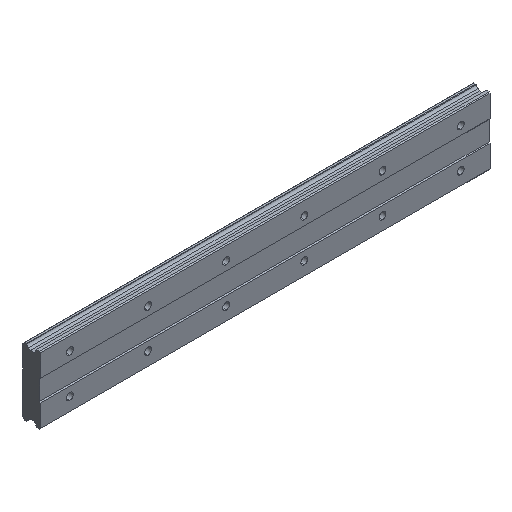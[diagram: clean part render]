
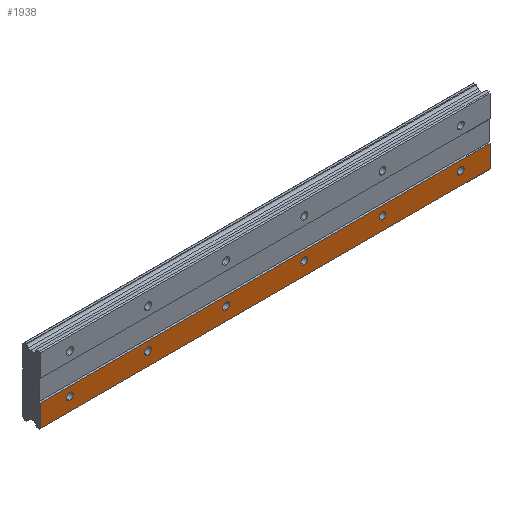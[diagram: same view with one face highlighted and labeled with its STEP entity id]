
A CAD part, isometric view. The second image highlights one B-rep face of the part: STEP entity #1938.
In plain terms, the highlighted planar face has unit normal (0, -1, 0).
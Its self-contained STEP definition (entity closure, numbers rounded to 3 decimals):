
#8 = DIRECTION ( 'NONE',  ( 0., -1., 0. ) ) ;
#20 = CIRCLE ( 'NONE', #829, 3.5 ) ;
#30 = ORIENTED_EDGE ( 'NONE', *, *, #1784, .F. ) ;
#67 = EDGE_LOOP ( 'NONE', ( #1278, #1208 ) ) ;
#76 = CIRCLE ( 'NONE', #2037, 3.5 ) ;
#92 = FACE_BOUND ( 'NONE', #334, .T. ) ;
#93 = EDGE_CURVE ( 'NONE', #627, #2238, #2693, .T. ) ;
#123 = DIRECTION ( 'NONE',  ( 0., 0., 1. ) ) ;
#140 = EDGE_CURVE ( 'NONE', #986, #1941, #490, .T. ) ;
#163 = VERTEX_POINT ( 'NONE', #481 ) ;
#164 = CARTESIAN_POINT ( 'NONE',  ( 320., 0., -23.5 ) ) ;
#217 = EDGE_CURVE ( 'NONE', #625, #2648, #2454, .T. ) ;
#225 = CIRCLE ( 'NONE', #1162, 3.5 ) ;
#270 = DIRECTION ( 'NONE',  ( 0., -1., 0. ) ) ;
#283 = ORIENTED_EDGE ( 'NONE', *, *, #2621, .F. ) ;
#302 = VECTOR ( 'NONE', #965, 1000. ) ;
#316 = CARTESIAN_POINT ( 'NONE',  ( 430., 0., -11. ) ) ;
#323 = DIRECTION ( 'NONE',  ( 0., 0., 1. ) ) ;
#334 = EDGE_LOOP ( 'NONE', ( #30, #479 ) ) ;
#337 = PLANE ( 'NONE',  #1263 ) ;
#355 = CARTESIAN_POINT ( 'NONE',  ( 320., 0., -20. ) ) ;
#371 = CIRCLE ( 'NONE', #2705, 3.5 ) ;
#375 = ORIENTED_EDGE ( 'NONE', *, *, #2373, .F. ) ;
#379 = VERTEX_POINT ( 'NONE', #607 ) ;
#405 = DIRECTION ( 'NONE',  ( 0., -1., 0. ) ) ;
#418 = ORIENTED_EDGE ( 'NONE', *, *, #529, .F. ) ;
#424 = EDGE_CURVE ( 'NONE', #2331, #2659, #877, .T. ) ;
#456 = DIRECTION ( 'NONE',  ( 0., -1., 0. ) ) ;
#479 = ORIENTED_EDGE ( 'NONE', *, *, #2610, .F. ) ;
#481 = CARTESIAN_POINT ( 'NONE',  ( 400., 0., -23.5 ) ) ;
#490 = LINE ( 'NONE', #1418, #544 ) ;
#502 = CARTESIAN_POINT ( 'NONE',  ( 430., 0., -33.5 ) ) ;
#529 = EDGE_CURVE ( 'NONE', #2467, #2931, #20, .T. ) ;
#536 = LINE ( 'NONE', #2617, #2045 ) ;
#544 = VECTOR ( 'NONE', #1147, 1000. ) ;
#547 = DIRECTION ( 'NONE',  ( 0., 0., 1. ) ) ;
#570 = ORIENTED_EDGE ( 'NONE', *, *, #93, .F. ) ;
#574 = FACE_BOUND ( 'NONE', #67, .T. ) ;
#602 = DIRECTION ( 'NONE',  ( 0., -1., 0. ) ) ;
#604 = CIRCLE ( 'NONE', #1599, 3.5 ) ;
#607 = CARTESIAN_POINT ( 'NONE',  ( 0., 0., -23.5 ) ) ;
#625 = VERTEX_POINT ( 'NONE', #1426 ) ;
#627 = VERTEX_POINT ( 'NONE', #2177 ) ;
#641 = AXIS2_PLACEMENT_3D ( 'NONE', #2510, #941, #966 ) ;
#648 = ORIENTED_EDGE ( 'NONE', *, *, #424, .F. ) ;
#694 = DIRECTION ( 'NONE',  ( 0., -1., 0. ) ) ;
#702 = CARTESIAN_POINT ( 'NONE',  ( 80., 0., -16.5 ) ) ;
#766 = DIRECTION ( 'NONE',  ( 0., 1., 0. ) ) ;
#782 = CARTESIAN_POINT ( 'NONE',  ( 160., 0., -20. ) ) ;
#788 = CARTESIAN_POINT ( 'NONE',  ( 80., 0., -20. ) ) ;
#829 = AXIS2_PLACEMENT_3D ( 'NONE', #1816, #8, #2505 ) ;
#852 = EDGE_LOOP ( 'NONE', ( #2821, #2212 ) ) ;
#869 = DIRECTION ( 'NONE',  ( 0., 0., 1. ) ) ;
#877 = LINE ( 'NONE', #2668, #2834 ) ;
#889 = CARTESIAN_POINT ( 'NONE',  ( 400., 0., -20. ) ) ;
#908 = CARTESIAN_POINT ( 'NONE',  ( 160., 0., -16.5 ) ) ;
#909 = DIRECTION ( 'NONE',  ( 0., -1., 0. ) ) ;
#911 = CARTESIAN_POINT ( 'NONE',  ( 240., 0., -20. ) ) ;
#921 = CARTESIAN_POINT ( 'NONE',  ( 430., 0., -11. ) ) ;
#927 = AXIS2_PLACEMENT_3D ( 'NONE', #788, #2583, #547 ) ;
#941 = DIRECTION ( 'NONE',  ( 0., -1., 0. ) ) ;
#965 = DIRECTION ( 'NONE',  ( 1., 0., 0. ) ) ;
#966 = DIRECTION ( 'NONE',  ( 0., 0., 1. ) ) ;
#986 = VERTEX_POINT ( 'NONE', #1713 ) ;
#1094 = CARTESIAN_POINT ( 'NONE',  ( 160., 0., -23.5 ) ) ;
#1118 = CIRCLE ( 'NONE', #1597, 3.5 ) ;
#1128 = VERTEX_POINT ( 'NONE', #164 ) ;
#1144 = VERTEX_POINT ( 'NONE', #1835 ) ;
#1145 = AXIS2_PLACEMENT_3D ( 'NONE', #1365, #909, #2292 ) ;
#1147 = DIRECTION ( 'NONE',  ( 0., 0., 1. ) ) ;
#1162 = AXIS2_PLACEMENT_3D ( 'NONE', #889, #694, #869 ) ;
#1166 = DIRECTION ( 'NONE',  ( 0., 0., 1. ) ) ;
#1206 = AXIS2_PLACEMENT_3D ( 'NONE', #782, #2869, #2842 ) ;
#1208 = ORIENTED_EDGE ( 'NONE', *, *, #217, .F. ) ;
#1232 = EDGE_CURVE ( 'NONE', #2238, #627, #76, .T. ) ;
#1244 = ORIENTED_EDGE ( 'NONE', *, *, #1615, .F. ) ;
#1263 = AXIS2_PLACEMENT_3D ( 'NONE', #1501, #766, #123 ) ;
#1265 = CARTESIAN_POINT ( 'NONE',  ( 0., 0., -20. ) ) ;
#1278 = ORIENTED_EDGE ( 'NONE', *, *, #2500, .F. ) ;
#1280 = DIRECTION ( 'NONE',  ( 0., 0., 1. ) ) ;
#1324 = CARTESIAN_POINT ( 'NONE',  ( 0., 0., -20. ) ) ;
#1353 = VERTEX_POINT ( 'NONE', #1431 ) ;
#1365 = CARTESIAN_POINT ( 'NONE',  ( 400., 0., -20. ) ) ;
#1370 = CARTESIAN_POINT ( 'NONE',  ( 240., 0., -16.5 ) ) ;
#1401 = CIRCLE ( 'NONE', #1936, 3.5 ) ;
#1418 = CARTESIAN_POINT ( 'NONE',  ( -30., 0., -11. ) ) ;
#1426 = CARTESIAN_POINT ( 'NONE',  ( 80., 0., -23.5 ) ) ;
#1431 = CARTESIAN_POINT ( 'NONE',  ( 0., 0., -16.5 ) ) ;
#1455 = DIRECTION ( 'NONE',  ( -1., 0., 0. ) ) ;
#1461 = FACE_BOUND ( 'NONE', #2638, .T. ) ;
#1501 = CARTESIAN_POINT ( 'NONE',  ( 430., 0., -11. ) ) ;
#1566 = DIRECTION ( 'NONE',  ( 0., 0., 1. ) ) ;
#1572 = EDGE_CURVE ( 'NONE', #2931, #2467, #2180, .T. ) ;
#1596 = EDGE_CURVE ( 'NONE', #1128, #1782, #1118, .T. ) ;
#1597 = AXIS2_PLACEMENT_3D ( 'NONE', #2415, #2622, #2606 ) ;
#1599 = AXIS2_PLACEMENT_3D ( 'NONE', #1324, #456, #1566 ) ;
#1615 = EDGE_CURVE ( 'NONE', #1353, #379, #371, .T. ) ;
#1622 = ORIENTED_EDGE ( 'NONE', *, *, #1572, .F. ) ;
#1669 = EDGE_LOOP ( 'NONE', ( #1244, #2568 ) ) ;
#1700 = FACE_BOUND ( 'NONE', #1669, .T. ) ;
#1702 = EDGE_CURVE ( 'NONE', #1782, #1128, #1401, .T. ) ;
#1713 = CARTESIAN_POINT ( 'NONE',  ( -30., 0., -33.5 ) ) ;
#1770 = CARTESIAN_POINT ( 'NONE',  ( 80., 0., -20. ) ) ;
#1782 = VERTEX_POINT ( 'NONE', #2236 ) ;
#1784 = EDGE_CURVE ( 'NONE', #1144, #163, #225, .T. ) ;
#1816 = CARTESIAN_POINT ( 'NONE',  ( 160., 0., -20. ) ) ;
#1835 = CARTESIAN_POINT ( 'NONE',  ( 400., 0., -16.5 ) ) ;
#1936 = AXIS2_PLACEMENT_3D ( 'NONE', #355, #1948, #1280 ) ;
#1938 = ADVANCED_FACE ( 'NONE', ( #2401, #1700, #92, #2147, #2589, #1461, #574 ), #337, .F. ) ;
#1941 = VERTEX_POINT ( 'NONE', #2867 ) ;
#1948 = DIRECTION ( 'NONE',  ( 0., -1., 0. ) ) ;
#2037 = AXIS2_PLACEMENT_3D ( 'NONE', #911, #270, #1166 ) ;
#2045 = VECTOR ( 'NONE', #1455, 1000. ) ;
#2053 = EDGE_CURVE ( 'NONE', #379, #1353, #604, .T. ) ;
#2070 = EDGE_LOOP ( 'NONE', ( #2443, #570 ) ) ;
#2147 = FACE_BOUND ( 'NONE', #852, .T. ) ;
#2177 = CARTESIAN_POINT ( 'NONE',  ( 240., 0., -23.5 ) ) ;
#2180 = CIRCLE ( 'NONE', #1206, 3.5 ) ;
#2212 = ORIENTED_EDGE ( 'NONE', *, *, #1596, .F. ) ;
#2236 = CARTESIAN_POINT ( 'NONE',  ( 320., 0., -16.5 ) ) ;
#2238 = VERTEX_POINT ( 'NONE', #1370 ) ;
#2264 = CIRCLE ( 'NONE', #1145, 3.5 ) ;
#2292 = DIRECTION ( 'NONE',  ( 0., 0., 1. ) ) ;
#2304 = LINE ( 'NONE', #921, #302 ) ;
#2331 = VERTEX_POINT ( 'NONE', #316 ) ;
#2373 = EDGE_CURVE ( 'NONE', #2659, #986, #536, .T. ) ;
#2401 = FACE_OUTER_BOUND ( 'NONE', #2598, .T. ) ;
#2415 = CARTESIAN_POINT ( 'NONE',  ( 320., 0., -20. ) ) ;
#2435 = DIRECTION ( 'NONE',  ( 0., 0., -1. ) ) ;
#2443 = ORIENTED_EDGE ( 'NONE', *, *, #1232, .F. ) ;
#2454 = CIRCLE ( 'NONE', #927, 3.5 ) ;
#2467 = VERTEX_POINT ( 'NONE', #1094 ) ;
#2484 = DIRECTION ( 'NONE',  ( 0., 0., 1. ) ) ;
#2500 = EDGE_CURVE ( 'NONE', #2648, #625, #2540, .T. ) ;
#2505 = DIRECTION ( 'NONE',  ( 0., 0., 1. ) ) ;
#2510 = CARTESIAN_POINT ( 'NONE',  ( 240., 0., -20. ) ) ;
#2540 = CIRCLE ( 'NONE', #2640, 3.5 ) ;
#2568 = ORIENTED_EDGE ( 'NONE', *, *, #2053, .F. ) ;
#2583 = DIRECTION ( 'NONE',  ( 0., -1., 0. ) ) ;
#2589 = FACE_BOUND ( 'NONE', #2070, .T. ) ;
#2598 = EDGE_LOOP ( 'NONE', ( #375, #648, #283, #2765 ) ) ;
#2606 = DIRECTION ( 'NONE',  ( 0., 0., 1. ) ) ;
#2610 = EDGE_CURVE ( 'NONE', #163, #1144, #2264, .T. ) ;
#2617 = CARTESIAN_POINT ( 'NONE',  ( 430., 0., -33.5 ) ) ;
#2621 = EDGE_CURVE ( 'NONE', #1941, #2331, #2304, .T. ) ;
#2622 = DIRECTION ( 'NONE',  ( 0., -1., 0. ) ) ;
#2638 = EDGE_LOOP ( 'NONE', ( #1622, #418 ) ) ;
#2640 = AXIS2_PLACEMENT_3D ( 'NONE', #1770, #405, #2484 ) ;
#2648 = VERTEX_POINT ( 'NONE', #702 ) ;
#2659 = VERTEX_POINT ( 'NONE', #502 ) ;
#2668 = CARTESIAN_POINT ( 'NONE',  ( 430., 0., -11. ) ) ;
#2693 = CIRCLE ( 'NONE', #641, 3.5 ) ;
#2705 = AXIS2_PLACEMENT_3D ( 'NONE', #1265, #602, #323 ) ;
#2765 = ORIENTED_EDGE ( 'NONE', *, *, #140, .F. ) ;
#2821 = ORIENTED_EDGE ( 'NONE', *, *, #1702, .F. ) ;
#2834 = VECTOR ( 'NONE', #2435, 1000. ) ;
#2842 = DIRECTION ( 'NONE',  ( 0., 0., 1. ) ) ;
#2867 = CARTESIAN_POINT ( 'NONE',  ( -30., 0., -11. ) ) ;
#2869 = DIRECTION ( 'NONE',  ( 0., -1., 0. ) ) ;
#2931 = VERTEX_POINT ( 'NONE', #908 ) ;
